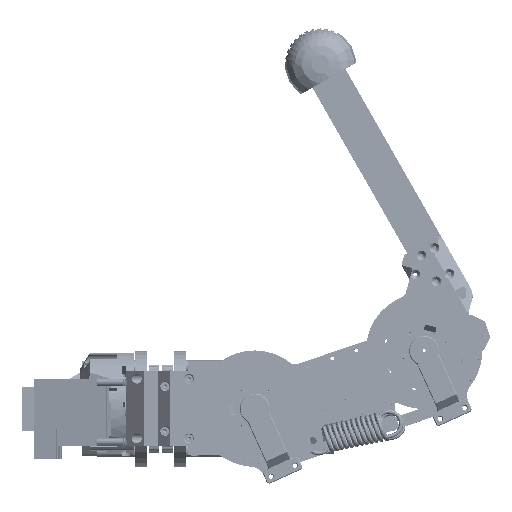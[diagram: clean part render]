
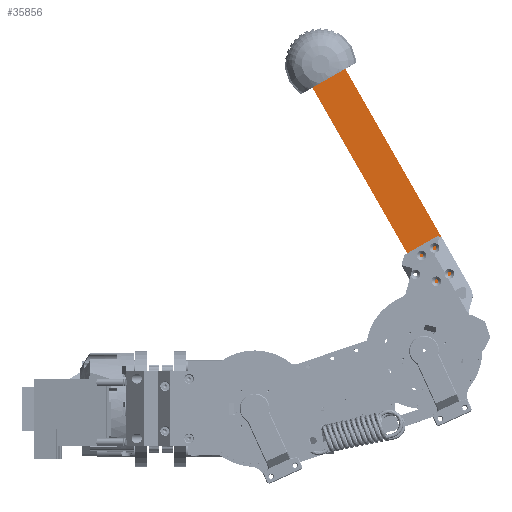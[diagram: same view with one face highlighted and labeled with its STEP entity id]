
A CAD part, top view. The second image highlights one B-rep face of the part: STEP entity #35856.
In plain terms, the highlighted face is planar.
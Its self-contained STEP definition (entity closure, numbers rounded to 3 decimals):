
#1691=LINE('',#53870,#4285);
#1701=LINE('',#53889,#4295);
#1704=LINE('',#53895,#4298);
#1705=LINE('',#53897,#4299);
#1706=LINE('',#53898,#4300);
#4285=VECTOR('',#42645,10.);
#4295=VECTOR('',#42659,10.);
#4298=VECTOR('',#42664,10.);
#4299=VECTOR('',#42665,10.);
#4300=VECTOR('',#42666,10.);
#6874=PLANE('',#38295);
#9013=FACE_OUTER_BOUND('',#11157,.T.);
#11157=EDGE_LOOP('',(#24995,#24996,#24997,#24998,#24999));
#16396=VERTEX_POINT('',#53867);
#16397=VERTEX_POINT('',#53869);
#16404=VERTEX_POINT('',#53887);
#16406=VERTEX_POINT('',#53894);
#16407=VERTEX_POINT('',#53896);
#19927=EDGE_CURVE('',#16397,#16396,#1691,.T.);
#19937=EDGE_CURVE('',#16404,#16396,#1701,.T.);
#19940=EDGE_CURVE('',#16404,#16406,#1704,.T.);
#19941=EDGE_CURVE('',#16407,#16406,#1705,.T.);
#19942=EDGE_CURVE('',#16397,#16407,#1706,.T.);
#24995=ORIENTED_EDGE('',*,*,#19927,.T.);
#24996=ORIENTED_EDGE('',*,*,#19937,.F.);
#24997=ORIENTED_EDGE('',*,*,#19940,.T.);
#24998=ORIENTED_EDGE('',*,*,#19941,.F.);
#24999=ORIENTED_EDGE('',*,*,#19942,.F.);
#35856=ADVANCED_FACE('',(#9013),#6874,.T.);
#38295=AXIS2_PLACEMENT_3D('',#53893,#42662,#42663);
#42645=DIRECTION('',(0.707,0.,-0.707));
#42659=DIRECTION('',(-1.,0.,0.));
#42662=DIRECTION('center_axis',(0.,-1.,0.));
#42663=DIRECTION('ref_axis',(1.,0.,0.));
#42664=DIRECTION('',(0.,0.,1.));
#42665=DIRECTION('',(1.,0.,0.));
#42666=DIRECTION('',(0.,0.,1.));
#53867=CARTESIAN_POINT('',(0.,-12.7,0.));
#53869=CARTESIAN_POINT('',(-12.7,-12.7,12.7));
#53870=CARTESIAN_POINT('',(-3.175,-12.7,3.175));
#53887=CARTESIAN_POINT('',(12.7,-12.7,0.));
#53889=CARTESIAN_POINT('',(12.7,-12.7,0.));
#53893=CARTESIAN_POINT('Origin',(-12.7,-12.7,0.));
#53894=CARTESIAN_POINT('',(12.7,-12.7,180.));
#53895=CARTESIAN_POINT('',(12.7,-12.7,0.));
#53896=CARTESIAN_POINT('',(-12.7,-12.7,180.));
#53897=CARTESIAN_POINT('',(12.7,-12.7,180.));
#53898=CARTESIAN_POINT('',(-12.7,-12.7,0.));
